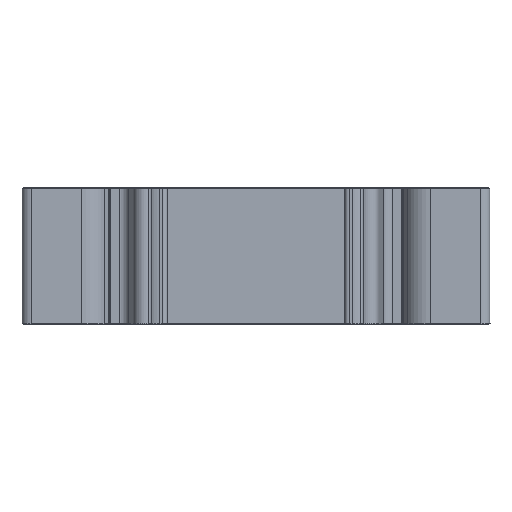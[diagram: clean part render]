
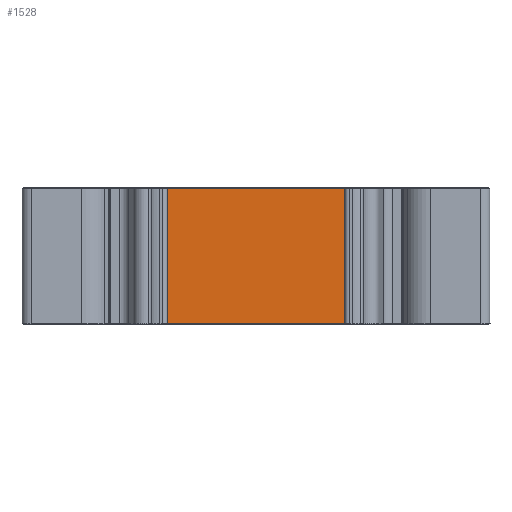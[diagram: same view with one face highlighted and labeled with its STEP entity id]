
A CAD part, front view. The second image highlights one B-rep face of the part: STEP entity #1528.
In plain terms, the highlighted planar face has unit normal (0, -1, 0).
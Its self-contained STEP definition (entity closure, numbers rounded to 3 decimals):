
#1113 = AXIS2_PLACEMENT_3D ( 'NONE', #3432, #3476, #3440 ) ;
#1528 = ADVANCED_FACE ( 'NONE', ( #3452 ), #3442, .F. ) ;
#3327 = CARTESIAN_POINT ( 'NONE',  ( -350.098, 289.907, -105.69 ) ) ;
#3331 = DIRECTION ( 'NONE',  ( -1., 0., 0. ) ) ;
#3336 = LINE ( 'NONE', #3327, #11552 ) ;
#3432 = CARTESIAN_POINT ( 'NONE',  ( -350.098, 289.907, -105.64 ) ) ;
#3440 = DIRECTION ( 'NONE',  ( 0., 0., 1. ) ) ;
#3442 = PLANE ( 'NONE',  #1113 ) ;
#3452 = FACE_OUTER_BOUND ( 'NONE', #10947, .T. ) ;
#3476 = DIRECTION ( 'NONE',  ( 0., 1., 0. ) ) ;
#4631 = EDGE_CURVE ( 'NONE', #17063, #17053, #3336, .T. ) ;
#5348 = EDGE_CURVE ( 'NONE', #17063, #16965, #18228, .T. ) ;
#5390 = EDGE_CURVE ( 'NONE', #17070, #16965, #18357, .T. ) ;
#5403 = EDGE_CURVE ( 'NONE', #17053, #17070, #18395, .T. ) ;
#9967 = CARTESIAN_POINT ( 'NONE',  ( -295.853, 289.907, -90.94 ) ) ;
#10038 = CARTESIAN_POINT ( 'NONE',  ( -318.985, 289.907, -90.94 ) ) ;
#10058 = CARTESIAN_POINT ( 'NONE',  ( -318.985, 289.907, -105.69 ) ) ;
#10098 = CARTESIAN_POINT ( 'NONE',  ( -295.853, 289.907, -105.69 ) ) ;
#10629 = ORIENTED_EDGE ( 'NONE', *, *, #5390, .F. ) ;
#10947 = EDGE_LOOP ( 'NONE', ( #16906, #16916, #16928, #10629 ) ) ;
#11552 = VECTOR ( 'NONE', #3331, 1000. ) ;
#16906 = ORIENTED_EDGE ( 'NONE', *, *, #5403, .F. ) ;
#16916 = ORIENTED_EDGE ( 'NONE', *, *, #4631, .F. ) ;
#16928 = ORIENTED_EDGE ( 'NONE', *, *, #5348, .T. ) ;
#16965 = VERTEX_POINT ( 'NONE', #9967 ) ;
#17053 = VERTEX_POINT ( 'NONE', #10058 ) ;
#17063 = VERTEX_POINT ( 'NONE', #10098 ) ;
#17070 = VERTEX_POINT ( 'NONE', #10038 ) ;
#18215 = DIRECTION ( 'NONE',  ( 0., 0., 1. ) ) ;
#18223 = CARTESIAN_POINT ( 'NONE',  ( -295.853, 289.907, -105.64 ) ) ;
#18228 = LINE ( 'NONE', #18223, #20888 ) ;
#18333 = DIRECTION ( 'NONE',  ( 1., 0., 0. ) ) ;
#18338 = CARTESIAN_POINT ( 'NONE',  ( -350.098, 289.907, -90.94 ) ) ;
#18357 = LINE ( 'NONE', #18338, #20966 ) ;
#18367 = DIRECTION ( 'NONE',  ( 0., 0., 1. ) ) ;
#18391 = CARTESIAN_POINT ( 'NONE',  ( -318.985, 289.907, -105.64 ) ) ;
#18395 = LINE ( 'NONE', #18391, #20976 ) ;
#20888 = VECTOR ( 'NONE', #18215, 1000. ) ;
#20966 = VECTOR ( 'NONE', #18333, 1000. ) ;
#20976 = VECTOR ( 'NONE', #18367, 1000. ) ;
